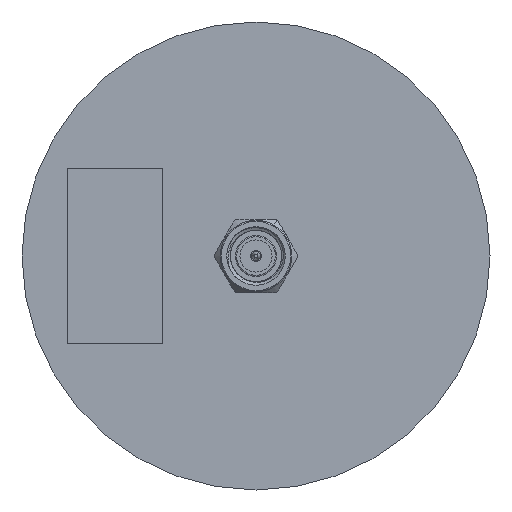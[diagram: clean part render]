
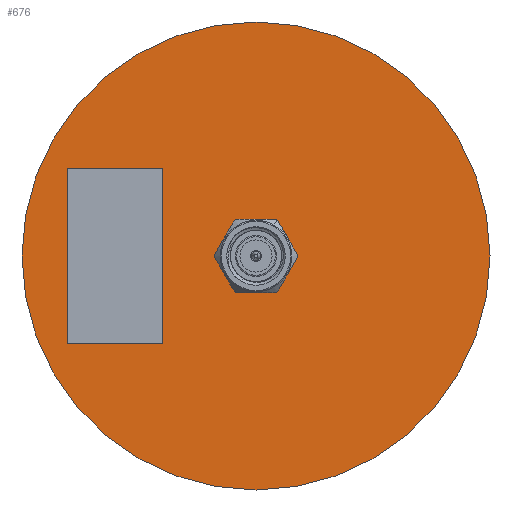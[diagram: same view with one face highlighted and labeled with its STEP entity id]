
A CAD part, left-side view. The second image highlights one B-rep face of the part: STEP entity #676.
In plain terms, the highlighted planar face has unit normal (-1, 0, 0).
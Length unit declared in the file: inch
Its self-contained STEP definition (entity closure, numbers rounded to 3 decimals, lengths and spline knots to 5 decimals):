
#351 = DIRECTION ( 'NONE',  ( 0., 0., 1. ) ) ;
#623 = EDGE_LOOP ( 'NONE', ( #5358, #6353 ) ) ;
#676 = ADVANCED_FACE ( 'NONE', ( #3406, #7819 ), #6449, .T. ) ;
#1034 = CARTESIAN_POINT ( 'NONE',  ( 0., -0.0525, 0.09093 ) ) ;
#1042 = VERTEX_POINT ( 'NONE', #2390 ) ;
#1045 = CARTESIAN_POINT ( 'NONE',  ( 0., 0., 0. ) ) ;
#1178 = DIRECTION ( 'NONE',  ( 0., 0., -1. ) ) ;
#1306 = VERTEX_POINT ( 'NONE', #1034 ) ;
#1397 = EDGE_LOOP ( 'NONE', ( #3049, #4427 ) ) ;
#1414 = EDGE_CURVE ( 'NONE', #1306, #1042, #5202, .T. ) ;
#1825 = EDGE_CURVE ( 'NONE', #1042, #1306, #6744, .T. ) ;
#2390 = CARTESIAN_POINT ( 'NONE',  ( 0., 0.0525, -0.09093 ) ) ;
#2904 = CARTESIAN_POINT ( 'NONE',  ( 0., 0., 0. ) ) ;
#2972 = EDGE_CURVE ( 'NONE', #7151, #3958, #8012, .T. ) ;
#3049 = ORIENTED_EDGE ( 'NONE', *, *, #2972, .F. ) ;
#3247 = DIRECTION ( 'NONE',  ( 0., 0., -1. ) ) ;
#3406 = FACE_BOUND ( 'NONE', #623, .T. ) ;
#3557 = DIRECTION ( 'NONE',  ( -1., 0., 0. ) ) ;
#3897 = AXIS2_PLACEMENT_3D ( 'NONE', #4554, #6294, #6336 ) ;
#3958 = VERTEX_POINT ( 'NONE', #5224 ) ;
#3980 = DIRECTION ( 'NONE',  ( -1., 0., 0. ) ) ;
#4427 = ORIENTED_EDGE ( 'NONE', *, *, #7522, .F. ) ;
#4554 = CARTESIAN_POINT ( 'NONE',  ( 0., 0., 0. ) ) ;
#5202 = CIRCLE ( 'NONE', #6098, 0.105 ) ;
#5224 = CARTESIAN_POINT ( 'NONE',  ( 0., 0., 1. ) ) ;
#5239 = CARTESIAN_POINT ( 'NONE',  ( 0., 0., 0. ) ) ;
#5358 = ORIENTED_EDGE ( 'NONE', *, *, #1825, .F. ) ;
#5406 = DIRECTION ( 'NONE',  ( 1., 0., 0. ) ) ;
#6098 = AXIS2_PLACEMENT_3D ( 'NONE', #2904, #3557, #6596 ) ;
#6294 = DIRECTION ( 'NONE',  ( -1., 0., 0. ) ) ;
#6336 = DIRECTION ( 'NONE',  ( 0., 0., 1. ) ) ;
#6343 = CARTESIAN_POINT ( 'NONE',  ( 0., 0., -1. ) ) ;
#6353 = ORIENTED_EDGE ( 'NONE', *, *, #1414, .F. ) ;
#6449 = PLANE ( 'NONE',  #7762 ) ;
#6596 = DIRECTION ( 'NONE',  ( 0., 0., 1. ) ) ;
#6735 = CARTESIAN_POINT ( 'NONE',  ( 0., 0., 0. ) ) ;
#6744 = CIRCLE ( 'NONE', #3897, 0.105 ) ;
#6931 = CIRCLE ( 'NONE', #7962, 1. ) ;
#7151 = VERTEX_POINT ( 'NONE', #6343 ) ;
#7522 = EDGE_CURVE ( 'NONE', #3958, #7151, #6931, .T. ) ;
#7632 = AXIS2_PLACEMENT_3D ( 'NONE', #5239, #7704, #3247 ) ;
#7704 = DIRECTION ( 'NONE',  ( 1., 0., 0. ) ) ;
#7762 = AXIS2_PLACEMENT_3D ( 'NONE', #1045, #3980, #351 ) ;
#7819 = FACE_OUTER_BOUND ( 'NONE', #1397, .T. ) ;
#7962 = AXIS2_PLACEMENT_3D ( 'NONE', #6735, #5406, #1178 ) ;
#8012 = CIRCLE ( 'NONE', #7632, 1. ) ;
